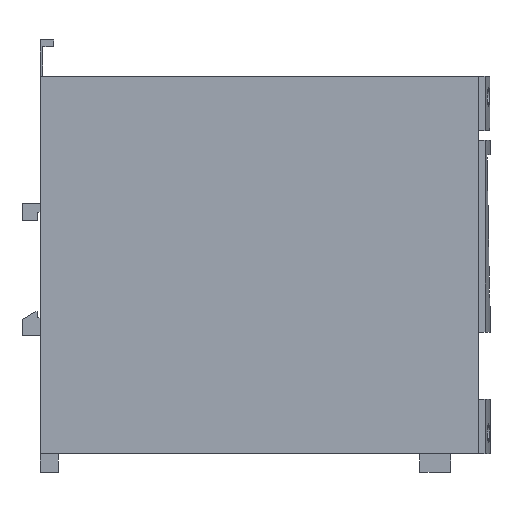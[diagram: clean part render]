
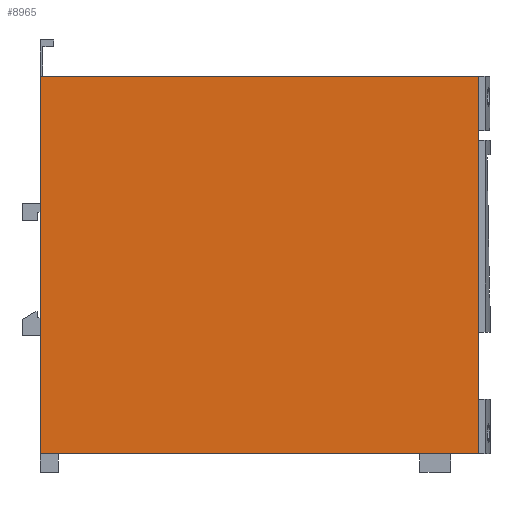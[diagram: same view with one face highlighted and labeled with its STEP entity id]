
A CAD part, left-side view. The second image highlights one B-rep face of the part: STEP entity #8965.
In plain terms, the highlighted planar face has unit normal (-1, 0, 0).
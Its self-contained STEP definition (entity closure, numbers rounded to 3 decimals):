
#6730=CARTESIAN_POINT('POINT17611',(-82.499,-5.994
   ,62.497));
#6731=VERTEX_POINT('VERTEX17611',#6730);
#6738=CARTESIAN_POINT('POINT17612',(-82.499,-150.967,
   62.497));
#6739=VERTEX_POINT('VERTEX17612',#6738);
#6740=CARTESIAN_POINT('POS32186',(-82.499,0.,62.497));
#6741=DIRECTION('DIR47381',(0.,1.,0.));
#6742=VECTOR('VEC16991',#6741,25.4);
#6743=LINE('STRAIGHT16991',#6740,#6742);
#6744=EDGE_CURVE('EDGE26410',#6739,#6731,#6743,.T.);
#8935=CARTESIAN_POINT('POINT17792',(-82.499,-5.994
   ,-62.497));
#8936=VERTEX_POINT('VERTEX17792',#8935);
#8937=CARTESIAN_POINT('POS32409',(-82.499,-5.994,
   -31.248));
#8938=DIRECTION('DIR47775',(0.,0.,-1.));
#8939=VECTOR('VEC17043',#8938,25.4);
#8940=LINE('STRAIGHT17043',#8937,#8939);
#8941=EDGE_CURVE('EDGE26614',#6731,#8936,#8940,.T.);
#8942=ORIENTED_EDGE('COEDGE53027',*,*,#8941,.T.);
#8943=CARTESIAN_POINT('POINT17793',(-82.499,-150.967,
   -62.497));
#8944=VERTEX_POINT('VERTEX17793',#8943);
#8945=CARTESIAN_POINT('POS32410',(-82.499,0.,-62.497))
   ;
#8946=DIRECTION('DIR47776',(0.,-1.,0.));
#8947=VECTOR('VEC17044',#8946,25.4);
#8948=LINE('STRAIGHT17044',#8945,#8947);
#8949=EDGE_CURVE('EDGE26615',#8936,#8944,#8948,.T.);
#8950=ORIENTED_EDGE('COEDGE53028',*,*,#8949,.T.);
#8951=CARTESIAN_POINT('POS32411',(-82.499,-150.967,
   -62.497));
#8952=DIRECTION('DIR47777',(0.,0.,1.));
#8953=VECTOR('VEC17045',#8952,25.4);
#8954=LINE('STRAIGHT17045',#8951,#8953);
#8955=EDGE_CURVE('EDGE26616',#8944,#6739,#8954,.T.);
#8956=ORIENTED_EDGE('COEDGE53029',*,*,#8955,.T.);
#8957=ORIENTED_EDGE('COEDGE53030',*,*,#6744,.T.);
#8958=EDGE_LOOP('NONE',(#8942,#8950,#8956,#8957));
#8959=FACE_BOUND('LOOP1',#8958,.T.);
#8960=CARTESIAN_POINT('POS32412',(-82.499,-150.967,
   -62.497));
#8961=DIRECTION('DIR47778',(-1.,0.,0.));
#8962=DIRECTION('DIR47779',(0.,1.,0.));
#8963=AXIS2_PLACEMENT_3D('AXIS15367',#8960,#8961,#8962);
#8964=PLANE('PLANE6855',#8963);
#8965=ADVANCED_FACE('FACE10621',(#8959),#8964,.T.);
